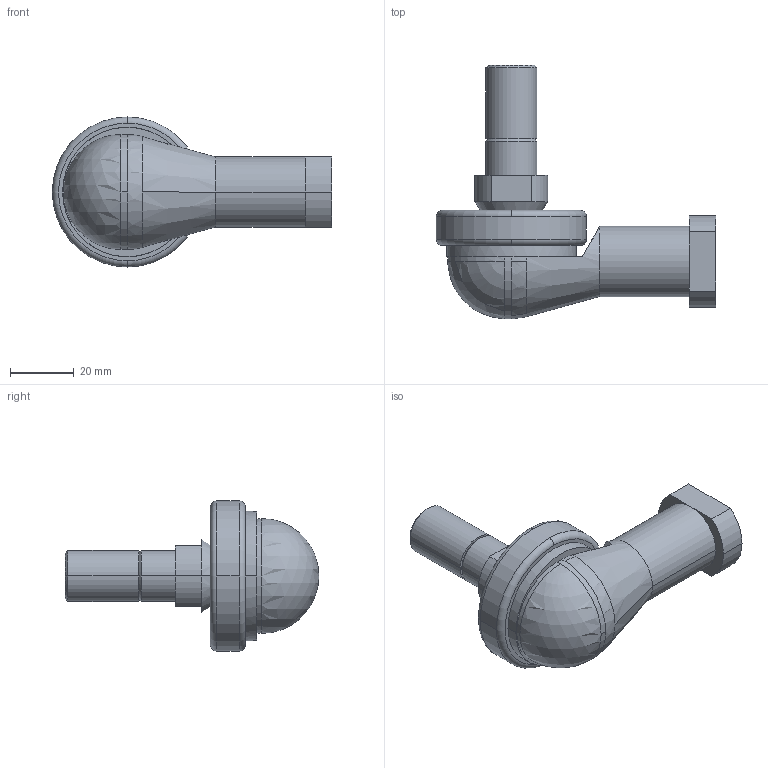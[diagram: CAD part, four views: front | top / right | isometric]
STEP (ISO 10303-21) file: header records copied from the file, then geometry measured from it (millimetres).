
FILE_DESCRIPTION(('STEP AP203'),'1');
FILE_NAME('embout_kf-23050.stp','2018-10-24T11:58:09',('TraceParts'),('TraceParts S.A.'),'Spatial InterOp 3D',' ',' ');
FILE_SCHEMA(('CONFIG_CONTROL_DESIGN'));
Length unit declared in the file: millimetre
Products named in the file (1): 1
Bounding box: 87.5 x 79.5 x 47 mm (x, y, z)
Volume: 58638.1 mm3; surface area: 18567.2 mm2
Topology: 2 solids, 2 shells, 73 faces, 184 edges, 106 vertices
Faces by surface type: cylinder 24, cone 18, plane 18, sphere 9, torus 4
Entity records: 2149 total; most frequent: DIRECTION 421, CARTESIAN_POINT 357, ORIENTED_EDGE 336, AXIS2_PLACEMENT_3D 182, EDGE_CURVE 168, VERTEX_POINT 106, CIRCLE 105, EDGE_LOOP 80
